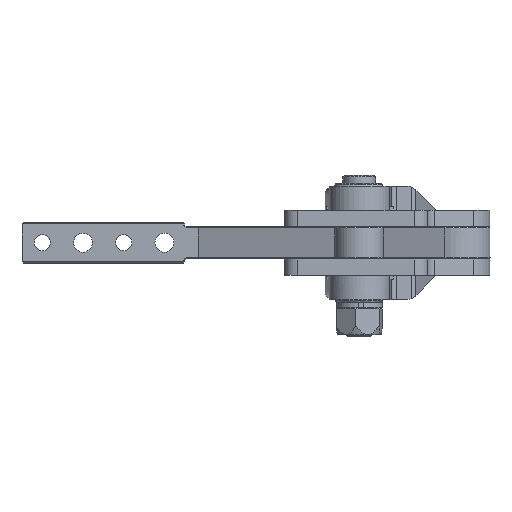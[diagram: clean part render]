
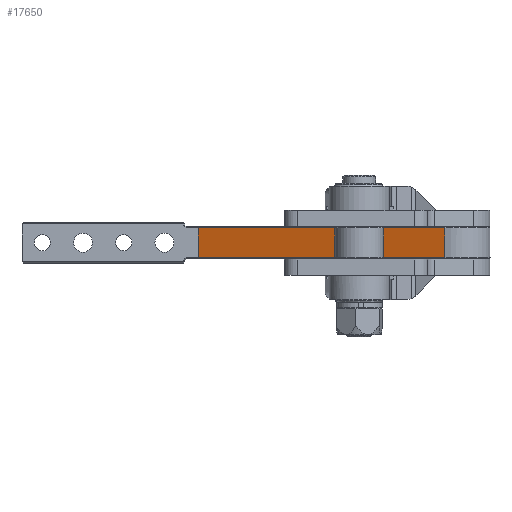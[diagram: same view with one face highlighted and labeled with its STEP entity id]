
A CAD part, front view. The second image highlights one B-rep face of the part: STEP entity #17650.
In plain terms, the highlighted planar face has unit normal (-0.331, -0.944, 0).
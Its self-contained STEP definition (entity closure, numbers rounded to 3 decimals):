
#1213 = CARTESIAN_POINT ( 'NONE',  ( 3074.782, 1292.454, 15. ) ) ;
#1220 = PLANE ( 'NONE',  #37019 ) ;
#1222 = DIRECTION ( 'NONE',  ( 0.331, 0.944, 0. ) ) ;
#1223 = DIRECTION ( 'NONE',  ( -0.944, 0.331, 0. ) ) ;
#9623 = CARTESIAN_POINT ( 'NONE',  ( 3074.782, 1292.454, 2. ) ) ;
#15075 = CARTESIAN_POINT ( 'NONE',  ( 3074.782, 1292.454, 13. ) ) ;
#15086 = CARTESIAN_POINT ( 'NONE',  ( 2983.946, 1324.35, 13. ) ) ;
#15087 = CARTESIAN_POINT ( 'NONE',  ( 2983.946, 1324.35, 2. ) ) ;
#16457 = LINE ( 'NONE', #19446, #16462 ) ;
#16462 = VECTOR ( 'NONE', #19460, 1000. ) ;
#16495 = LINE ( 'NONE', #19527, #16498 ) ;
#16497 = LINE ( 'NONE', #19531, #16502 ) ;
#16498 = VECTOR ( 'NONE', #19529, 1000. ) ;
#16500 = LINE ( 'NONE', #19535, #16505 ) ;
#16502 = VECTOR ( 'NONE', #19533, 1000. ) ;
#16505 = VECTOR ( 'NONE', #19537, 1000. ) ;
#17650 = ADVANCED_FACE ( 'NONE', ( #32517 ), #1220, .F. ) ;
#19446 = CARTESIAN_POINT ( 'NONE',  ( 2983.946, 1324.35, 15. ) ) ;
#19460 = DIRECTION ( 'NONE',  ( 0., 0., -1. ) ) ;
#19527 = CARTESIAN_POINT ( 'NONE',  ( 3074.782, 1292.454, 2. ) ) ;
#19529 = DIRECTION ( 'NONE',  ( 0.944, -0.331, 0. ) ) ;
#19531 = CARTESIAN_POINT ( 'NONE',  ( 3074.782, 1292.454, 15. ) ) ;
#19533 = DIRECTION ( 'NONE',  ( 0., 0., -1. ) ) ;
#19535 = CARTESIAN_POINT ( 'NONE',  ( 3074.782, 1292.454, 13. ) ) ;
#19537 = DIRECTION ( 'NONE',  ( -0.944, 0.331, 0. ) ) ;
#26322 = ORIENTED_EDGE ( 'NONE', *, *, #29984, .T. ) ;
#26323 = ORIENTED_EDGE ( 'NONE', *, *, #30002, .T. ) ;
#26324 = ORIENTED_EDGE ( 'NONE', *, *, #30003, .F. ) ;
#26325 = ORIENTED_EDGE ( 'NONE', *, *, #30004, .T. ) ;
#26569 = VERTEX_POINT ( 'NONE', #9623 ) ;
#28603 = VERTEX_POINT ( 'NONE', #15075 ) ;
#28614 = VERTEX_POINT ( 'NONE', #15086 ) ;
#28615 = VERTEX_POINT ( 'NONE', #15087 ) ;
#28775 = EDGE_LOOP ( 'NONE', ( #26322, #26323, #26324, #26325 ) ) ;
#29984 = EDGE_CURVE ( 'NONE', #28614, #28615, #16457, .T. ) ;
#30002 = EDGE_CURVE ( 'NONE', #28615, #26569, #16495, .T. ) ;
#30003 = EDGE_CURVE ( 'NONE', #28603, #26569, #16497, .T. ) ;
#30004 = EDGE_CURVE ( 'NONE', #28603, #28614, #16500, .T. ) ;
#32517 = FACE_OUTER_BOUND ( 'NONE', #28775, .T. ) ;
#37019 = AXIS2_PLACEMENT_3D ( 'NONE', #1213, #1222, #1223 ) ;
